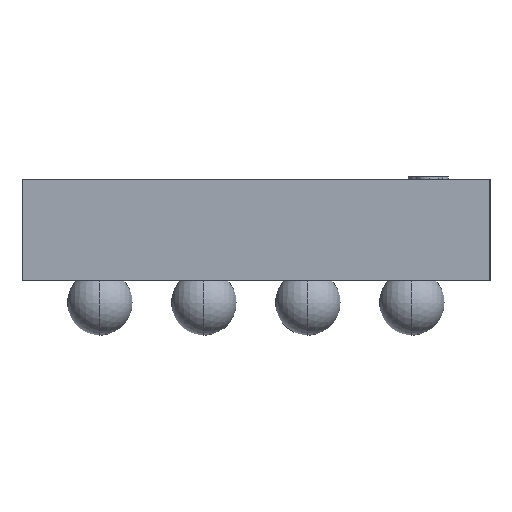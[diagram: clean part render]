
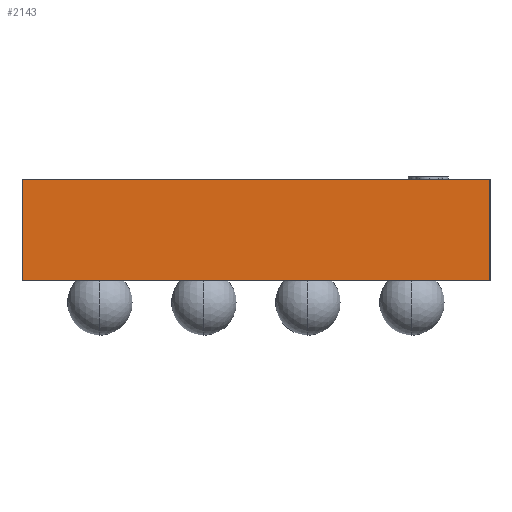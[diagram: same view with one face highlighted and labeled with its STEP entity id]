
A CAD part, left-side view. The second image highlights one B-rep face of the part: STEP entity #2143.
In plain terms, the highlighted planar face has unit normal (-1, 0, 0).
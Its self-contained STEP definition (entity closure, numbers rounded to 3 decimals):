
#390 = VECTOR ( 'NONE', #2769, 1000. ) ;
#648 = DIRECTION ( 'NONE',  ( 1., 0., 0. ) ) ;
#769 = ORIENTED_EDGE ( 'NONE', *, *, #8289, .T. ) ;
#1035 = VERTEX_POINT ( 'NONE', #5744 ) ;
#1418 = LINE ( 'NONE', #5437, #12009 ) ;
#2143 = ADVANCED_FACE ( 'NONE', ( #3641 ), #11788, .F. ) ;
#2331 = ORIENTED_EDGE ( 'NONE', *, *, #5478, .T. ) ;
#2769 = DIRECTION ( 'NONE',  ( 0., -1., 0. ) ) ;
#3002 = CARTESIAN_POINT ( 'NONE',  ( -1., -0.9, 0.39 ) ) ;
#3358 = CARTESIAN_POINT ( 'NONE',  ( -1., -0.9, 0.39 ) ) ;
#3504 = ORIENTED_EDGE ( 'NONE', *, *, #12140, .F. ) ;
#3641 = FACE_OUTER_BOUND ( 'NONE', #10864, .T. ) ;
#4427 = DIRECTION ( 'NONE',  ( 0., 0., -1. ) ) ;
#5012 = CARTESIAN_POINT ( 'NONE',  ( -1., 0.9, 0.39 ) ) ;
#5437 = CARTESIAN_POINT ( 'NONE',  ( -1., -0.9, 0.39 ) ) ;
#5478 = EDGE_CURVE ( 'NONE', #12079, #7564, #10749, .T. ) ;
#5497 = CARTESIAN_POINT ( 'NONE',  ( -1., 0.9, 0. ) ) ;
#5744 = CARTESIAN_POINT ( 'NONE',  ( -1., -0.9, 0.39 ) ) ;
#6135 = EDGE_CURVE ( 'NONE', #1035, #7564, #1418, .T. ) ;
#7142 = DIRECTION ( 'NONE',  ( 0., 0., -1. ) ) ;
#7564 = VERTEX_POINT ( 'NONE', #10458 ) ;
#7745 = LINE ( 'NONE', #3002, #12879 ) ;
#8289 = EDGE_CURVE ( 'NONE', #12892, #12079, #9076, .T. ) ;
#9076 = LINE ( 'NONE', #5012, #11526 ) ;
#9540 = AXIS2_PLACEMENT_3D ( 'NONE', #3358, #648, #10791 ) ;
#9903 = CARTESIAN_POINT ( 'NONE',  ( -1., -0.9, 0. ) ) ;
#10458 = CARTESIAN_POINT ( 'NONE',  ( -1., -0.9, 0. ) ) ;
#10749 = LINE ( 'NONE', #9903, #390 ) ;
#10791 = DIRECTION ( 'NONE',  ( 0., 0., -1. ) ) ;
#10864 = EDGE_LOOP ( 'NONE', ( #2331, #12564, #3504, #769 ) ) ;
#11151 = CARTESIAN_POINT ( 'NONE',  ( -1., 0.9, 0.39 ) ) ;
#11526 = VECTOR ( 'NONE', #7142, 1000. ) ;
#11788 = PLANE ( 'NONE',  #9540 ) ;
#12009 = VECTOR ( 'NONE', #4427, 1000. ) ;
#12079 = VERTEX_POINT ( 'NONE', #5497 ) ;
#12140 = EDGE_CURVE ( 'NONE', #12892, #1035, #7745, .T. ) ;
#12564 = ORIENTED_EDGE ( 'NONE', *, *, #6135, .F. ) ;
#12879 = VECTOR ( 'NONE', #12911, 1000. ) ;
#12892 = VERTEX_POINT ( 'NONE', #11151 ) ;
#12911 = DIRECTION ( 'NONE',  ( 0., -1., 0. ) ) ;
